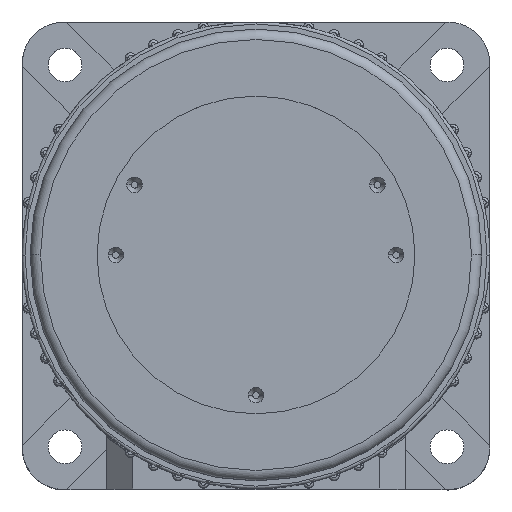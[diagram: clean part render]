
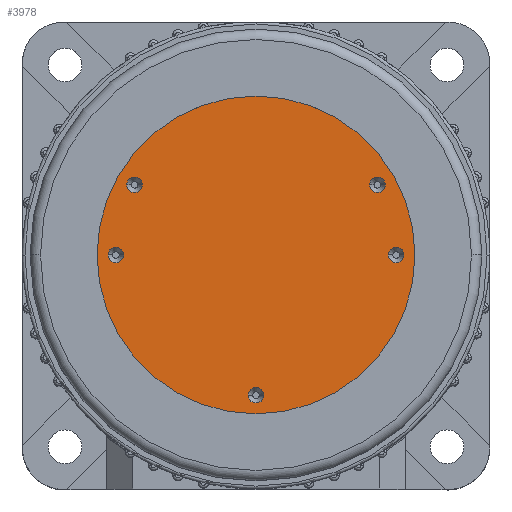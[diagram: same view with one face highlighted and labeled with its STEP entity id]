
A CAD part, top view. The second image highlights one B-rep face of the part: STEP entity #3978.
In plain terms, the highlighted planar face has unit normal (0, 0, 1).
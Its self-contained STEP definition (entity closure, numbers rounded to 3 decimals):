
#262 = FACE_BOUND ( 'NONE', #8528, .T. ) ;
#600 = CARTESIAN_POINT ( 'NONE',  ( -27., 0., 96. ) ) ;
#618 = EDGE_CURVE ( 'NONE', #2106, #5813, #9972, .T. ) ;
#697 = ORIENTED_EDGE ( 'NONE', *, *, #8362, .T. ) ;
#741 = CIRCLE ( 'NONE', #9943, 1.5 ) ;
#837 = EDGE_LOOP ( 'NONE', ( #7569, #8248 ) ) ;
#848 = EDGE_CURVE ( 'NONE', #7505, #10798, #10355, .T. ) ;
#866 = VERTEX_POINT ( 'NONE', #5404 ) ;
#1146 = AXIS2_PLACEMENT_3D ( 'NONE', #600, #6439, #1413 ) ;
#1357 = CARTESIAN_POINT ( 'NONE',  ( 0., 0., 96. ) ) ;
#1413 = DIRECTION ( 'NONE',  ( 1., 0., 0. ) ) ;
#1434 = CIRCLE ( 'NONE', #8647, 1.5 ) ;
#1512 = CARTESIAN_POINT ( 'NONE',  ( 28.5, 0., 96. ) ) ;
#1712 = AXIS2_PLACEMENT_3D ( 'NONE', #1898, #7782, #2755 ) ;
#1898 = CARTESIAN_POINT ( 'NONE',  ( -27., 0., 96. ) ) ;
#1926 = FACE_BOUND ( 'NONE', #7852, .T. ) ;
#2106 = VERTEX_POINT ( 'NONE', #9102 ) ;
#2154 = PLANE ( 'NONE',  #7114 ) ;
#2171 = AXIS2_PLACEMENT_3D ( 'NONE', #7581, #7514, #7472 ) ;
#2191 = DIRECTION ( 'NONE',  ( 1., 0., 0. ) ) ;
#2521 = CARTESIAN_POINT ( 'NONE',  ( -1.5, -27., 96. ) ) ;
#2635 = ORIENTED_EDGE ( 'NONE', *, *, #4621, .T. ) ;
#2671 = EDGE_CURVE ( 'NONE', #10798, #7505, #3017, .T. ) ;
#2755 = DIRECTION ( 'NONE',  ( 1., 0., 0. ) ) ;
#2907 = CARTESIAN_POINT ( 'NONE',  ( 23.383, 13.5, 96. ) ) ;
#3013 = ORIENTED_EDGE ( 'NONE', *, *, #618, .F. ) ;
#3017 = CIRCLE ( 'NONE', #7806, 1.5 ) ;
#3055 = CARTESIAN_POINT ( 'NONE',  ( 27., 0., 96. ) ) ;
#3257 = VERTEX_POINT ( 'NONE', #3450 ) ;
#3324 = AXIS2_PLACEMENT_3D ( 'NONE', #4308, #10221, #5152 ) ;
#3450 = CARTESIAN_POINT ( 'NONE',  ( 30.6, 0., 96. ) ) ;
#3469 = CIRCLE ( 'NONE', #3816, 30.6 ) ;
#3489 = CIRCLE ( 'NONE', #1146, 1.5 ) ;
#3529 = EDGE_CURVE ( 'NONE', #866, #8397, #1434, .T. ) ;
#3590 = DIRECTION ( 'NONE',  ( 0., 0., 1. ) ) ;
#3722 = VERTEX_POINT ( 'NONE', #5967 ) ;
#3734 = DIRECTION ( 'NONE',  ( 1., 0., 0. ) ) ;
#3816 = AXIS2_PLACEMENT_3D ( 'NONE', #4085, #9998, #4936 ) ;
#3879 = DIRECTION ( 'NONE',  ( 1., 0., 0. ) ) ;
#3918 = DIRECTION ( 'NONE',  ( 0., 0., 1. ) ) ;
#3978 = ADVANCED_FACE ( 'NONE', ( #4141, #4402, #262, #6397, #1926, #10624 ), #2154, .T. ) ;
#4085 = CARTESIAN_POINT ( 'NONE',  ( 0., 0., 96. ) ) ;
#4141 = FACE_BOUND ( 'NONE', #5070, .T. ) ;
#4204 = CARTESIAN_POINT ( 'NONE',  ( -30.6, 0., 96. ) ) ;
#4248 = CIRCLE ( 'NONE', #3324, 1.5 ) ;
#4288 = EDGE_LOOP ( 'NONE', ( #9244, #6009 ) ) ;
#4308 = CARTESIAN_POINT ( 'NONE',  ( 0., -27., 96. ) ) ;
#4398 = DIRECTION ( 'NONE',  ( 0., 0., 1. ) ) ;
#4402 = FACE_BOUND ( 'NONE', #837, .T. ) ;
#4408 = ORIENTED_EDGE ( 'NONE', *, *, #9338, .F. ) ;
#4621 = EDGE_CURVE ( 'NONE', #5111, #3257, #8351, .T. ) ;
#4637 = CARTESIAN_POINT ( 'NONE',  ( -23.383, 13.5, 96. ) ) ;
#4764 = AXIS2_PLACEMENT_3D ( 'NONE', #7148, #7073, #7112 ) ;
#4894 = EDGE_CURVE ( 'NONE', #3722, #8639, #3489, .T. ) ;
#4936 = DIRECTION ( 'NONE',  ( 1., 0., 0. ) ) ;
#5070 = EDGE_LOOP ( 'NONE', ( #3013, #6034 ) ) ;
#5111 = VERTEX_POINT ( 'NONE', #4204 ) ;
#5152 = DIRECTION ( 'NONE',  ( 1., 0., 0. ) ) ;
#5326 = EDGE_CURVE ( 'NONE', #5813, #2106, #741, .T. ) ;
#5404 = CARTESIAN_POINT ( 'NONE',  ( -21.883, 13.5, 96. ) ) ;
#5497 = DIRECTION ( 'NONE',  ( 1., 0., 0. ) ) ;
#5792 = CARTESIAN_POINT ( 'NONE',  ( -24.883, 13.5, 96. ) ) ;
#5813 = VERTEX_POINT ( 'NONE', #9472 ) ;
#5967 = CARTESIAN_POINT ( 'NONE',  ( -25.5, 0., 96. ) ) ;
#6009 = ORIENTED_EDGE ( 'NONE', *, *, #2671, .F. ) ;
#6023 = CARTESIAN_POINT ( 'NONE',  ( 1.5, -27., 96. ) ) ;
#6034 = ORIENTED_EDGE ( 'NONE', *, *, #5326, .F. ) ;
#6166 = VERTEX_POINT ( 'NONE', #2521 ) ;
#6280 = VERTEX_POINT ( 'NONE', #6023 ) ;
#6397 = FACE_BOUND ( 'NONE', #4288, .T. ) ;
#6439 = DIRECTION ( 'NONE',  ( 0., 0., 1. ) ) ;
#6758 = EDGE_CURVE ( 'NONE', #8639, #3722, #9316, .T. ) ;
#7073 = DIRECTION ( 'NONE',  ( 0., 0., 1. ) ) ;
#7112 = DIRECTION ( 'NONE',  ( 1., 0., 0. ) ) ;
#7114 = AXIS2_PLACEMENT_3D ( 'NONE', #1357, #7232, #2191 ) ;
#7148 = CARTESIAN_POINT ( 'NONE',  ( 27., 0., 96. ) ) ;
#7194 = CIRCLE ( 'NONE', #9751, 1.5 ) ;
#7232 = DIRECTION ( 'NONE',  ( 0., 0., 1. ) ) ;
#7472 = DIRECTION ( 'NONE',  ( 1., 0., 0. ) ) ;
#7505 = VERTEX_POINT ( 'NONE', #1512 ) ;
#7514 = DIRECTION ( 'NONE',  ( 0., 0., 1. ) ) ;
#7569 = ORIENTED_EDGE ( 'NONE', *, *, #3529, .F. ) ;
#7581 = CARTESIAN_POINT ( 'NONE',  ( 23.383, 13.5, 96. ) ) ;
#7686 = EDGE_CURVE ( 'NONE', #6166, #6280, #4248, .T. ) ;
#7747 = AXIS2_PLACEMENT_3D ( 'NONE', #8616, #3590, #9481 ) ;
#7782 = DIRECTION ( 'NONE',  ( 0., 0., 1. ) ) ;
#7806 = AXIS2_PLACEMENT_3D ( 'NONE', #3055, #8931, #3879 ) ;
#7833 = CIRCLE ( 'NONE', #8906, 1.5 ) ;
#7852 = EDGE_LOOP ( 'NONE', ( #10611, #9594 ) ) ;
#8248 = ORIENTED_EDGE ( 'NONE', *, *, #10124, .F. ) ;
#8351 = CIRCLE ( 'NONE', #7747, 30.6 ) ;
#8362 = EDGE_CURVE ( 'NONE', #3257, #5111, #3469, .T. ) ;
#8397 = VERTEX_POINT ( 'NONE', #5792 ) ;
#8528 = EDGE_LOOP ( 'NONE', ( #4408, #9787 ) ) ;
#8616 = CARTESIAN_POINT ( 'NONE',  ( 0., 0., 96. ) ) ;
#8639 = VERTEX_POINT ( 'NONE', #10351 ) ;
#8647 = AXIS2_PLACEMENT_3D ( 'NONE', #4637, #10552, #5497 ) ;
#8770 = DIRECTION ( 'NONE',  ( 0., 0., 1. ) ) ;
#8906 = AXIS2_PLACEMENT_3D ( 'NONE', #8968, #3918, #9817 ) ;
#8931 = DIRECTION ( 'NONE',  ( 0., 0., 1. ) ) ;
#8968 = CARTESIAN_POINT ( 'NONE',  ( -23.383, 13.5, 96. ) ) ;
#9102 = CARTESIAN_POINT ( 'NONE',  ( 24.883, 13.5, 96. ) ) ;
#9104 = CARTESIAN_POINT ( 'NONE',  ( 25.5, 0., 96. ) ) ;
#9244 = ORIENTED_EDGE ( 'NONE', *, *, #848, .F. ) ;
#9316 = CIRCLE ( 'NONE', #1712, 1.5 ) ;
#9338 = EDGE_CURVE ( 'NONE', #6280, #6166, #7194, .T. ) ;
#9339 = EDGE_LOOP ( 'NONE', ( #697, #2635 ) ) ;
#9464 = CARTESIAN_POINT ( 'NONE',  ( 0., -27., 96. ) ) ;
#9472 = CARTESIAN_POINT ( 'NONE',  ( 21.883, 13.5, 96. ) ) ;
#9481 = DIRECTION ( 'NONE',  ( 1., 0., 0. ) ) ;
#9594 = ORIENTED_EDGE ( 'NONE', *, *, #6758, .F. ) ;
#9751 = AXIS2_PLACEMENT_3D ( 'NONE', #9464, #4398, #10312 ) ;
#9787 = ORIENTED_EDGE ( 'NONE', *, *, #7686, .F. ) ;
#9817 = DIRECTION ( 'NONE',  ( 1., 0., 0. ) ) ;
#9943 = AXIS2_PLACEMENT_3D ( 'NONE', #2907, #8770, #3734 ) ;
#9972 = CIRCLE ( 'NONE', #2171, 1.5 ) ;
#9998 = DIRECTION ( 'NONE',  ( 0., 0., 1. ) ) ;
#10124 = EDGE_CURVE ( 'NONE', #8397, #866, #7833, .T. ) ;
#10221 = DIRECTION ( 'NONE',  ( 0., 0., 1. ) ) ;
#10312 = DIRECTION ( 'NONE',  ( 1., 0., 0. ) ) ;
#10351 = CARTESIAN_POINT ( 'NONE',  ( -28.5, 0., 96. ) ) ;
#10355 = CIRCLE ( 'NONE', #4764, 1.5 ) ;
#10552 = DIRECTION ( 'NONE',  ( 0., 0., 1. ) ) ;
#10611 = ORIENTED_EDGE ( 'NONE', *, *, #4894, .F. ) ;
#10624 = FACE_OUTER_BOUND ( 'NONE', #9339, .T. ) ;
#10798 = VERTEX_POINT ( 'NONE', #9104 ) ;
